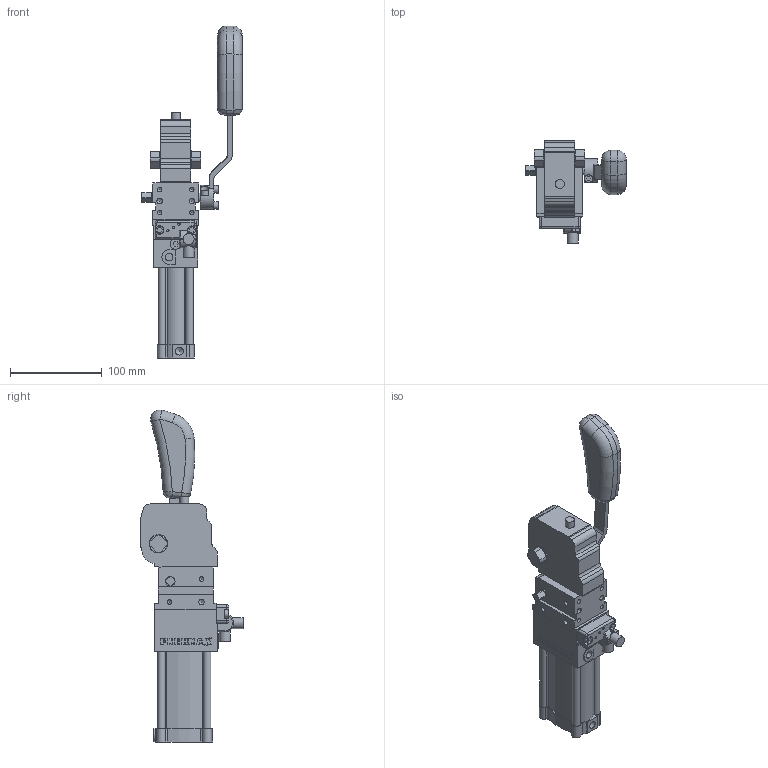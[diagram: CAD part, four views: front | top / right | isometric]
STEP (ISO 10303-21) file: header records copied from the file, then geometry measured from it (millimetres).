
FILE_DESCRIPTION(/* description */ (''),/* implementation_level */ '2;1');
FILE_NAME(/* name */ 'C1D240EG###.stp',/* time_stamp */ '2015-06-30T11:13:40+02:00',/* author */ ('donadda1'),/* organization */ ('Pneumax S.p.A.'),/* preprocessor_version */ 'ST-DEVELOPER v15.2',/* originating_system */ 'Autodesk Inventor 2014',/* authorisation */ '');
FILE_SCHEMA (('AUTOMOTIVE_DESIGN { 1 0 10303 214 3 1 1 }'));
Length unit declared in the file: millimetre
Products named in the file (5): CHIUSURA 40-MANUALE; SENSOR_PNX; SENSOR_PNX_CONN_90°; HAND-LEVER-40-D2; C1D240EG###
Bounding box: 109.5 x 111.17 x 361.76 mm (x, y, z)
Volume: 772515.3 mm3; surface area: 102568.4 mm2
Topology: 4 solids, 4 shells, 503 faces, 1391 edges, 953 vertices
Faces by surface type: plane 283, cylinder 164, cone 23, torus 16, bspline 13, sphere 4
Full cylindrical faces by diameter (mm): 4.134 x2, 4.917 x12, 5 x4, 5.489 x4, 6 x6, 8.5 x8, 8.566 x2, 10 x1, 10.2 x2, 12 x2, 14 x2, 18 x1, 20 x2, 26 x1
Entity records: 16133 total; most frequent: CARTESIAN_POINT 3193, DIRECTION 2732, ORIENTED_EDGE 2568, EDGE_CURVE 1284, AXIS2_PLACEMENT_3D 974, VERTEX_POINT 918, LINE 784, VECTOR 784
